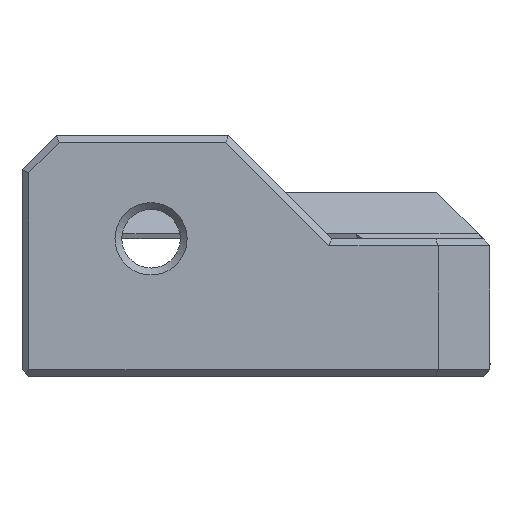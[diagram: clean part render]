
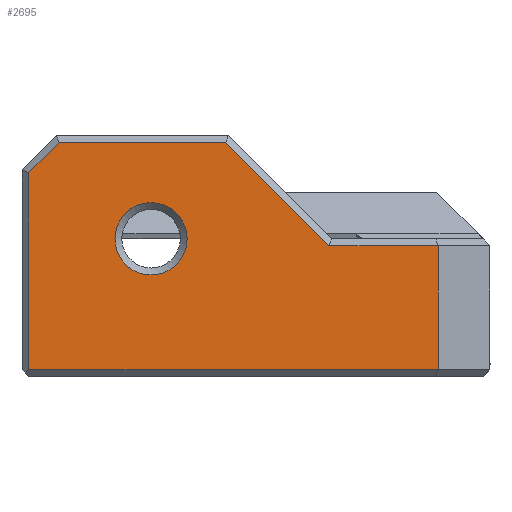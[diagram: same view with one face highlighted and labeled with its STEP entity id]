
A CAD part, left-side view. The second image highlights one B-rep face of the part: STEP entity #2695.
In plain terms, the highlighted planar face has unit normal (-1, 0, 0).
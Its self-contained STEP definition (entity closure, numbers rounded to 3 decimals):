
#24=FACE_BOUND('',#390,.T.);
#98=CIRCLE('',#2867,2.1);
#239=FACE_OUTER_BOUND('',#389,.T.);
#389=EDGE_LOOP('',(#2378,#2379,#2380,#2381,#2382,#2383,#2384));
#390=EDGE_LOOP('',(#2385));
#644=LINE('',#4324,#970);
#649=LINE('',#4332,#975);
#691=LINE('',#4440,#1017);
#705=LINE('',#4467,#1031);
#712=LINE('',#4480,#1038);
#717=LINE('',#4490,#1043);
#718=LINE('',#4491,#1044);
#970=VECTOR('',#3404,1000.);
#975=VECTOR('',#3411,1000.);
#1017=VECTOR('',#3523,1000.);
#1031=VECTOR('',#3555,10.);
#1038=VECTOR('',#3570,1000.);
#1043=VECTOR('',#3581,10.);
#1044=VECTOR('',#3582,10.);
#1246=VERTEX_POINT('',#4321);
#1247=VERTEX_POINT('',#4323);
#1249=VERTEX_POINT('',#4330);
#1273=VERTEX_POINT('',#4407);
#1280=VERTEX_POINT('',#4438);
#1284=VERTEX_POINT('',#4465);
#1286=VERTEX_POINT('',#4477);
#1288=VERTEX_POINT('',#4489);
#1578=EDGE_CURVE('',#1247,#1246,#644,.T.);
#1583=EDGE_CURVE('',#1246,#1249,#649,.T.);
#1621=EDGE_CURVE('',#1273,#1273,#98,.T.);
#1637=EDGE_CURVE('',#1249,#1280,#691,.T.);
#1651=EDGE_CURVE('',#1284,#1280,#705,.T.);
#1658=EDGE_CURVE('',#1286,#1247,#712,.T.);
#1663=EDGE_CURVE('',#1288,#1284,#717,.T.);
#1664=EDGE_CURVE('',#1286,#1288,#718,.T.);
#2378=ORIENTED_EDGE('',*,*,#1663,.F.);
#2379=ORIENTED_EDGE('',*,*,#1664,.F.);
#2380=ORIENTED_EDGE('',*,*,#1658,.T.);
#2381=ORIENTED_EDGE('',*,*,#1578,.T.);
#2382=ORIENTED_EDGE('',*,*,#1583,.T.);
#2383=ORIENTED_EDGE('',*,*,#1637,.T.);
#2384=ORIENTED_EDGE('',*,*,#1651,.F.);
#2385=ORIENTED_EDGE('',*,*,#1621,.T.);
#2550=PLANE('',#2896);
#2695=ADVANCED_FACE('',(#239,#24),#2550,.T.);
#2867=AXIS2_PLACEMENT_3D('',#4409,#3485,#3486);
#2896=AXIS2_PLACEMENT_3D('',#4488,#3579,#3580);
#3404=DIRECTION('',(0.,0.707,-0.707));
#3411=DIRECTION('',(0.,0.,-1.));
#3485=DIRECTION('center_axis',(1.,0.,0.));
#3486=DIRECTION('ref_axis',(0.,0.,
-1.));
#3523=DIRECTION('',(0.,-1.,0.));
#3555=DIRECTION('',(0.,0.,-1.));
#3570=DIRECTION('',(0.,1.,0.));
#3579=DIRECTION('center_axis',(-1.,0.,0.));
#3580=DIRECTION('ref_axis',(0.,0.,
1.));
#3581=DIRECTION('',(0.,-1.,0.));
#3582=DIRECTION('',(0.,-0.707,-0.707));
#4321=CARTESIAN_POINT('',(-45.998,62.6,70.034));
#4323=CARTESIAN_POINT('',(-45.998,60.834,71.8));
#4324=CARTESIAN_POINT('',(-45.998,65.717,66.917));
#4330=CARTESIAN_POINT('',(-45.998,62.6,58.6));
#4332=CARTESIAN_POINT('',(-45.998,62.6,51.2));
#4407=CARTESIAN_POINT('',(-45.998,57.6,66.2));
#4409=CARTESIAN_POINT('Origin',(-45.998,55.5,66.2));
#4438=CARTESIAN_POINT('',(-45.998,38.8,58.6));
#4440=CARTESIAN_POINT('',(-45.998,46.566,58.6));
#4465=CARTESIAN_POINT('',(-45.998,38.8,65.8));
#4467=CARTESIAN_POINT('',(-45.998,38.8,70.2));
#4477=CARTESIAN_POINT('',(-45.998,51.166,71.8));
#4480=CARTESIAN_POINT('',(-45.998,63.,71.8));
#4488=CARTESIAN_POINT('Origin',(-45.998,63.,66.2));
#4489=CARTESIAN_POINT('',(-45.998,45.166,65.8));
#4490=CARTESIAN_POINT('',(-45.998,62.9,65.8));
#4491=CARTESIAN_POINT('',(-45.998,51.283,71.917));
